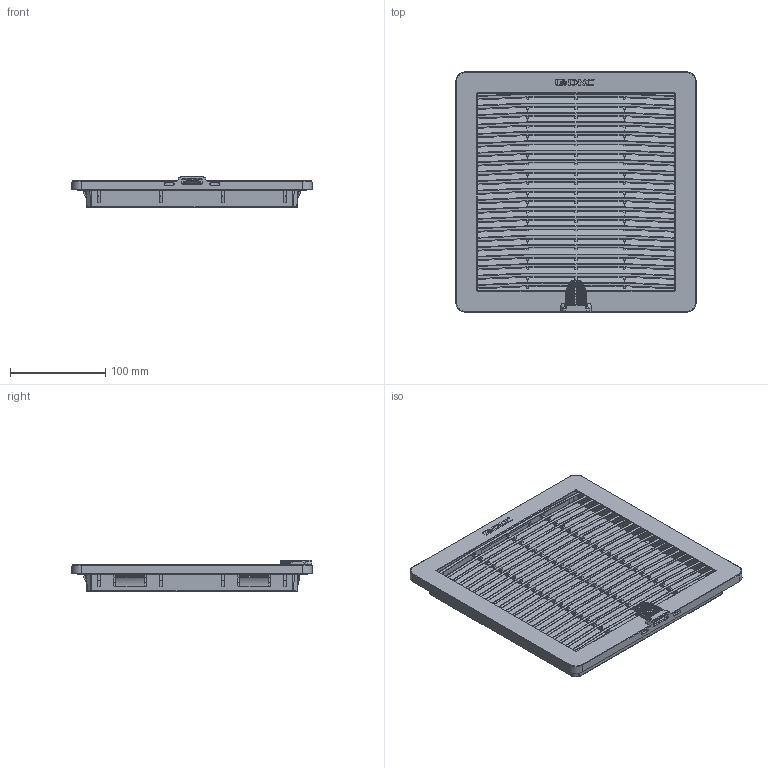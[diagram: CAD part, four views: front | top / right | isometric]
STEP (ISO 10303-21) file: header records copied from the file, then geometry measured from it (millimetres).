
FILE_DESCRIPTION (( 'STEP AP203' ), '1' );
FILE_NAME ('ﾒﾏﾀ.08.0022.00.00.0ﾑﾁ.STEP', '2018-05-16T14:58:46', ( '' ), ( '' ), 'SwSTEP 2.0', 'SolidWorks 2017', '' );
FILE_SCHEMA (( 'CONFIG_CONTROL_DESIGN' ));
Length unit declared in the file: millimetre
Products named in the file (8): ﾒﾏﾀ.08.0022.00.00.0ﾑﾁ; RKF15 - GASKET REV.3; RKF15 - BASE REV.3; ﾒﾏﾀ.08.0021.02.00.0; ﾒﾏﾀ.08.0021.01.02.0; RKF15 - FELTRO REV.0; ﾒﾏﾀ.08.0015.01.03.0; ﾒﾏﾀ.08.0015.01.01.0
Assembly tree (7 placements, depth 3):
  ﾒﾏﾀ.08.0022.00.00.0ﾑﾁ
    ﾒﾏﾀ.08.0021.02.00.0
      RKF15 - GASKET REV.3
      RKF15 - BASE REV.3
    ﾒﾏﾀ.08.0021.01.02.0
    RKF15 - FELTRO REV.0
    ﾒﾏﾀ.08.0015.01.03.0
    ﾒﾏﾀ.08.0015.01.01.0
Bounding box: 252 x 252 x 33.18 mm (x, y, z)
Volume: 805490.1 mm3; surface area: 470089.2 mm2
Topology: 10 solids, 10 shells, 5638 faces, 15494 edges, 9777 vertices
Faces by surface type: plane 2459, cylinder 1886, bspline 637, torus 377, cone 277, sphere 2
Entity records: 263514 total; most frequent: CARTESIAN_POINT 138699, ORIENTED_EDGE 30910, DIRECTION 17625, EDGE_CURVE 15455, VERTEX_POINT 9773, B_SPLINE_CURVE_WITH_KNOTS 8422, EDGE_LOOP 6068, VECTOR 5949
